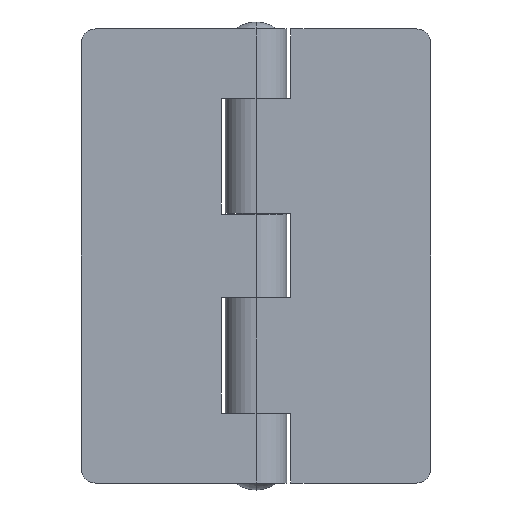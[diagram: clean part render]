
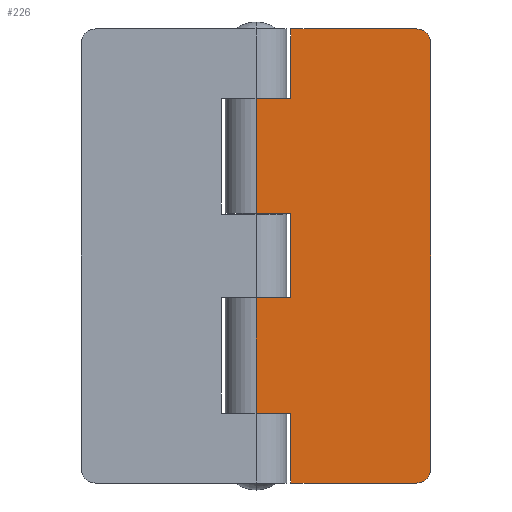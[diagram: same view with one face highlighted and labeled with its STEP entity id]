
A CAD part, front view. The second image highlights one B-rep face of the part: STEP entity #226.
In plain terms, the highlighted planar face has unit normal (0, -1, 0).
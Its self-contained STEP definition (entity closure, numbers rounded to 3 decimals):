
#66 = CARTESIAN_POINT ( 'NONE',  ( 0., -4.4, 6.1 ) ) ;
#78 = LINE ( 'NONE', #66, #1648 ) ;
#80 = EDGE_CURVE ( 'NONE', #1094, #852, #282, .T. ) ;
#92 = LINE ( 'NONE', #443, #2306 ) ;
#110 = CARTESIAN_POINT ( 'NONE',  ( 25., -4.4, 30.5 ) ) ;
#166 = DIRECTION ( 'NONE',  ( 0., 0., 1. ) ) ;
#170 = VERTEX_POINT ( 'NONE', #1069 ) ;
#179 = CARTESIAN_POINT ( 'NONE',  ( 0., -4.4, 32.5 ) ) ;
#183 = DIRECTION ( 'NONE',  ( 0., 0., -1. ) ) ;
#188 = CARTESIAN_POINT ( 'NONE',  ( 5., -4.4, -32.5 ) ) ;
#189 = LINE ( 'NONE', #2334, #1498 ) ;
#203 = EDGE_CURVE ( 'NONE', #2126, #572, #710, .T. ) ;
#204 = ORIENTED_EDGE ( 'NONE', *, *, #2316, .F. ) ;
#211 = EDGE_CURVE ( 'NONE', #915, #572, #1389, .T. ) ;
#213 = DIRECTION ( 'NONE',  ( 0., 0., 1. ) ) ;
#219 = ORIENTED_EDGE ( 'NONE', *, *, #980, .T. ) ;
#226 = ADVANCED_FACE ( 'NONE', ( #1253 ), #1968, .F. ) ;
#237 = LINE ( 'NONE', #757, #1083 ) ;
#277 = EDGE_CURVE ( 'NONE', #1074, #1088, #189, .T. ) ;
#282 = LINE ( 'NONE', #1005, #340 ) ;
#285 = ORIENTED_EDGE ( 'NONE', *, *, #277, .T. ) ;
#303 = CARTESIAN_POINT ( 'NONE',  ( 5., -4.4, -6. ) ) ;
#315 = CARTESIAN_POINT ( 'NONE',  ( 5., -4.4, 22.6 ) ) ;
#321 = CARTESIAN_POINT ( 'NONE',  ( 5., -4.4, 32.5 ) ) ;
#328 = CARTESIAN_POINT ( 'NONE',  ( 23., -4.4, 32.5 ) ) ;
#340 = VECTOR ( 'NONE', #2044, 1000. ) ;
#372 = ORIENTED_EDGE ( 'NONE', *, *, #1742, .T. ) ;
#375 = ORIENTED_EDGE ( 'NONE', *, *, #1931, .T. ) ;
#400 = VERTEX_POINT ( 'NONE', #2198 ) ;
#405 = DIRECTION ( 'NONE',  ( 1., 0., 0. ) ) ;
#443 = CARTESIAN_POINT ( 'NONE',  ( 0., -4.4, -6. ) ) ;
#463 = VECTOR ( 'NONE', #1794, 1000. ) ;
#537 = DIRECTION ( 'NONE',  ( 0., -1., 0. ) ) ;
#544 = LINE ( 'NONE', #553, #798 ) ;
#553 = CARTESIAN_POINT ( 'NONE',  ( 0., -4.4, 32.5 ) ) ;
#559 = LINE ( 'NONE', #727, #861 ) ;
#572 = VERTEX_POINT ( 'NONE', #1020 ) ;
#662 = DIRECTION ( 'NONE',  ( 0., 0., -1. ) ) ;
#686 = ORIENTED_EDGE ( 'NONE', *, *, #1553, .T. ) ;
#710 = CIRCLE ( 'NONE', #1205, 2. ) ;
#727 = CARTESIAN_POINT ( 'NONE',  ( 0., -4.4, 32.5 ) ) ;
#734 = CARTESIAN_POINT ( 'NONE',  ( 23., -4.4, -32.5 ) ) ;
#754 = DIRECTION ( 'NONE',  ( 0., 0., -1. ) ) ;
#757 = CARTESIAN_POINT ( 'NONE',  ( 0., -4.4, -22.5 ) ) ;
#776 = CARTESIAN_POINT ( 'NONE',  ( 0., -4.4, 32.5 ) ) ;
#777 = VERTEX_POINT ( 'NONE', #328 ) ;
#798 = VECTOR ( 'NONE', #754, 1000. ) ;
#811 = VECTOR ( 'NONE', #405, 1000. ) ;
#823 = VECTOR ( 'NONE', #662, 1000. ) ;
#849 = ORIENTED_EDGE ( 'NONE', *, *, #80, .T. ) ;
#852 = VERTEX_POINT ( 'NONE', #303 ) ;
#861 = VECTOR ( 'NONE', #183, 1000. ) ;
#865 = VERTEX_POINT ( 'NONE', #315 ) ;
#882 = CARTESIAN_POINT ( 'NONE',  ( 25., -4.4, 32.5 ) ) ;
#915 = VERTEX_POINT ( 'NONE', #110 ) ;
#918 = DIRECTION ( 'NONE',  ( 0., 0., -1. ) ) ;
#957 = ORIENTED_EDGE ( 'NONE', *, *, #211, .F. ) ;
#969 = CARTESIAN_POINT ( 'NONE',  ( 0., -4.4, -22.5 ) ) ;
#976 = LINE ( 'NONE', #776, #811 ) ;
#980 = EDGE_CURVE ( 'NONE', #170, #1314, #544, .T. ) ;
#994 = VERTEX_POINT ( 'NONE', #1818 ) ;
#1005 = CARTESIAN_POINT ( 'NONE',  ( 5., -4.4, 32.5 ) ) ;
#1013 = VECTOR ( 'NONE', #1044, 1000. ) ;
#1020 = CARTESIAN_POINT ( 'NONE',  ( 25., -4.4, -30.5 ) ) ;
#1044 = DIRECTION ( 'NONE',  ( -1., 0., 0. ) ) ;
#1069 = CARTESIAN_POINT ( 'NONE',  ( 0., -4.4, 22.6 ) ) ;
#1074 = VERTEX_POINT ( 'NONE', #2015 ) ;
#1083 = VECTOR ( 'NONE', #1649, 1000. ) ;
#1088 = VERTEX_POINT ( 'NONE', #188 ) ;
#1094 = VERTEX_POINT ( 'NONE', #1611 ) ;
#1101 = EDGE_CURVE ( 'NONE', #1088, #2126, #2205, .T. ) ;
#1201 = VERTEX_POINT ( 'NONE', #969 ) ;
#1205 = AXIS2_PLACEMENT_3D ( 'NONE', #1957, #537, #166 ) ;
#1216 = EDGE_CURVE ( 'NONE', #852, #994, #92, .T. ) ;
#1220 = DIRECTION ( 'NONE',  ( 0., 1., 0. ) ) ;
#1253 = FACE_OUTER_BOUND ( 'NONE', #1266, .T. ) ;
#1266 = EDGE_LOOP ( 'NONE', ( #957, #1551, #204, #1763, #375, #219, #372, #849, #1462, #686, #1540, #285, #1352, #1824 ) ) ;
#1314 = VERTEX_POINT ( 'NONE', #1361 ) ;
#1320 = DIRECTION ( 'NONE',  ( 0., -1., 0. ) ) ;
#1352 = ORIENTED_EDGE ( 'NONE', *, *, #1101, .T. ) ;
#1361 = CARTESIAN_POINT ( 'NONE',  ( 0., -4.4, 6.1 ) ) ;
#1377 = CARTESIAN_POINT ( 'NONE',  ( 0., -4.4, 22.6 ) ) ;
#1389 = LINE ( 'NONE', #882, #2251 ) ;
#1390 = LINE ( 'NONE', #1377, #1013 ) ;
#1449 = CIRCLE ( 'NONE', #1524, 2. ) ;
#1462 = ORIENTED_EDGE ( 'NONE', *, *, #1216, .T. ) ;
#1497 = DIRECTION ( 'NONE',  ( 1., 0., 0. ) ) ;
#1498 = VECTOR ( 'NONE', #918, 1000. ) ;
#1524 = AXIS2_PLACEMENT_3D ( 'NONE', #2033, #1320, #213 ) ;
#1540 = ORIENTED_EDGE ( 'NONE', *, *, #2304, .T. ) ;
#1551 = ORIENTED_EDGE ( 'NONE', *, *, #2238, .T. ) ;
#1553 = EDGE_CURVE ( 'NONE', #994, #1201, #559, .T. ) ;
#1554 = DIRECTION ( 'NONE',  ( 0., 0., 1. ) ) ;
#1611 = CARTESIAN_POINT ( 'NONE',  ( 5., -4.4, 6.1 ) ) ;
#1648 = VECTOR ( 'NONE', #1497, 1000. ) ;
#1649 = DIRECTION ( 'NONE',  ( 1., 0., 0. ) ) ;
#1705 = LINE ( 'NONE', #321, #823 ) ;
#1742 = EDGE_CURVE ( 'NONE', #1314, #1094, #78, .T. ) ;
#1752 = DIRECTION ( 'NONE',  ( 0., 0., -1. ) ) ;
#1763 = ORIENTED_EDGE ( 'NONE', *, *, #1992, .T. ) ;
#1794 = DIRECTION ( 'NONE',  ( 1., 0., 0. ) ) ;
#1805 = CARTESIAN_POINT ( 'NONE',  ( 0., -4.4, -32.5 ) ) ;
#1818 = CARTESIAN_POINT ( 'NONE',  ( 0., -4.4, -6. ) ) ;
#1824 = ORIENTED_EDGE ( 'NONE', *, *, #203, .T. ) ;
#1931 = EDGE_CURVE ( 'NONE', #865, #170, #1390, .T. ) ;
#1957 = CARTESIAN_POINT ( 'NONE',  ( 23., -4.4, -30.5 ) ) ;
#1968 = PLANE ( 'NONE',  #2327 ) ;
#1992 = EDGE_CURVE ( 'NONE', #400, #865, #1705, .T. ) ;
#2015 = CARTESIAN_POINT ( 'NONE',  ( 5., -4.4, -22.5 ) ) ;
#2033 = CARTESIAN_POINT ( 'NONE',  ( 23., -4.4, 30.5 ) ) ;
#2044 = DIRECTION ( 'NONE',  ( 0., 0., -1. ) ) ;
#2047 = DIRECTION ( 'NONE',  ( -1., 0., 0. ) ) ;
#2126 = VERTEX_POINT ( 'NONE', #734 ) ;
#2198 = CARTESIAN_POINT ( 'NONE',  ( 5., -4.4, 32.5 ) ) ;
#2205 = LINE ( 'NONE', #1805, #463 ) ;
#2238 = EDGE_CURVE ( 'NONE', #915, #777, #1449, .T. ) ;
#2251 = VECTOR ( 'NONE', #1752, 1000. ) ;
#2304 = EDGE_CURVE ( 'NONE', #1201, #1074, #237, .T. ) ;
#2306 = VECTOR ( 'NONE', #2047, 1000. ) ;
#2316 = EDGE_CURVE ( 'NONE', #400, #777, #976, .T. ) ;
#2327 = AXIS2_PLACEMENT_3D ( 'NONE', #179, #1220, #1554 ) ;
#2334 = CARTESIAN_POINT ( 'NONE',  ( 5., -4.4, 32.5 ) ) ;
